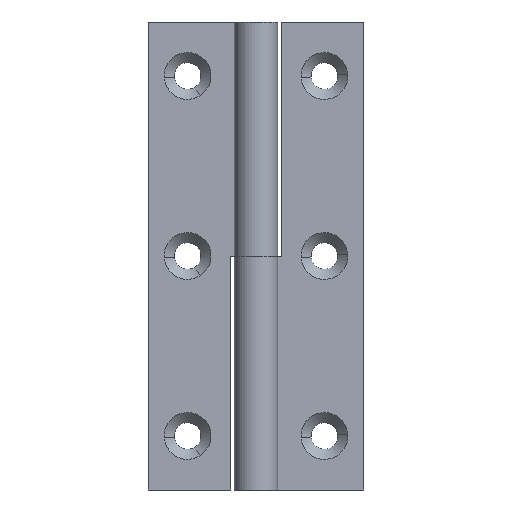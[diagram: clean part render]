
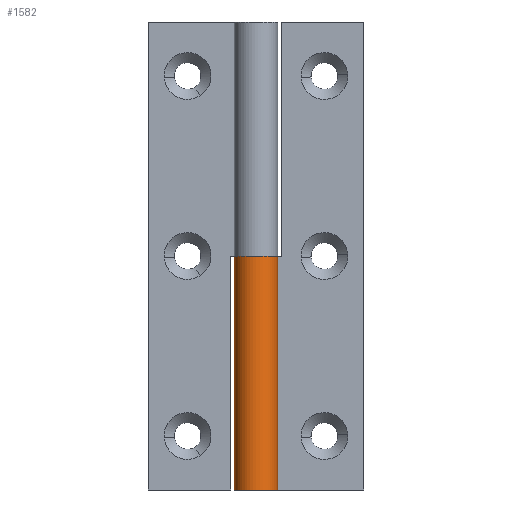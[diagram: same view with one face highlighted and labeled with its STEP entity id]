
A CAD part, front view. The second image highlights one B-rep face of the part: STEP entity #1582.
In plain terms, the highlighted free-form (B-spline) face has degree [1, 2] with [2, 7] control points.
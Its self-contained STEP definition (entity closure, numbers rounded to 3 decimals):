
#1359=CARTESIAN_POINT('',(2.626,1.45,32.5));
#1360=VERTEX_POINT('',#1359);
#1361=CARTESIAN_POINT('',(0.0,3.0,32.5));
#1362=VERTEX_POINT('',#1361);
#1363=CARTESIAN_POINT('',(2.626,1.45,32.5));
#1364=CARTESIAN_POINT('',(3.733,-0.555,32.5));
#1365=CARTESIAN_POINT('',(2.091,-2.152,32.5));
#1366=CARTESIAN_POINT('',(0.448,-3.748,32.5));
#1367=CARTESIAN_POINT('',(-1.525,-2.584,32.5));
#1368=CARTESIAN_POINT('',(-3.497,-1.419,32.5));
#1369=CARTESIAN_POINT('',(-2.894,0.79,32.5));
#1370=CARTESIAN_POINT('',(-2.291,3.0,32.5));
#1371=CARTESIAN_POINT('',(0.0,3.0,32.5));
#1379=(BOUNDED_CURVE()B_SPLINE_CURVE(2,(#1363,#1364,#1365,#1366,#1367,#1368,#1369,#1370,#1371),.UNSPECIFIED.,.F.,.U.)B_SPLINE_CURVE_WITH_KNOTS((3,2,2,2,3),(0.0,0.25,0.5,0.75,1.0),.UNSPECIFIED.)CURVE()GEOMETRIC_REPRESENTATION_ITEM()RATIONAL_B_SPLINE_CURVE((1.0,0.795,1.0,0.795,1.0,0.795,1.0,0.795,1.0))REPRESENTATION_ITEM(''));
#1380=EDGE_CURVE('',#1360,#1362,#1379,.T.);
#1480=CARTESIAN_POINT('',(2.626,1.45,0.0));
#1481=VERTEX_POINT('',#1480);
#1487=CARTESIAN_POINT('',(0.0,3.0,0.0));
#1488=VERTEX_POINT('',#1487);
#1489=CARTESIAN_POINT('',(2.626,1.45,0.0));
#1490=CARTESIAN_POINT('',(3.733,-0.555,0.0));
#1491=CARTESIAN_POINT('',(2.091,-2.152,0.0));
#1492=CARTESIAN_POINT('',(0.448,-3.748,0.0));
#1493=CARTESIAN_POINT('',(-1.525,-2.584,0.0));
#1494=CARTESIAN_POINT('',(-3.497,-1.419,0.0));
#1495=CARTESIAN_POINT('',(-2.894,0.79,0.0));
#1496=CARTESIAN_POINT('',(-2.291,3.0,0.0));
#1497=CARTESIAN_POINT('',(0.0,3.0,0.0));
#1505=(BOUNDED_CURVE()B_SPLINE_CURVE(2,(#1489,#1490,#1491,#1492,#1493,#1494,#1495,#1496,#1497),.UNSPECIFIED.,.F.,.U.)B_SPLINE_CURVE_WITH_KNOTS((3,2,2,2,3),(0.0,0.25,0.5,0.75,1.0),.UNSPECIFIED.)CURVE()GEOMETRIC_REPRESENTATION_ITEM()RATIONAL_B_SPLINE_CURVE((1.0,0.795,1.0,0.795,1.0,0.795,1.0,0.795,1.0))REPRESENTATION_ITEM(''));
#1506=EDGE_CURVE('',#1481,#1488,#1505,.T.);
#1536=CARTESIAN_POINT('',(2.626,1.45,0.0));
#1537=CARTESIAN_POINT('',(2.626,1.45,32.5));
#1538=QUASI_UNIFORM_CURVE('',1,(#1536,#1537),.UNSPECIFIED.,.F.,.U.);
#1539=EDGE_CURVE('',#1481,#1360,#1538,.T.);
#1550=CARTESIAN_POINT('',(2.585,1.523,-0.813));
#1551=CARTESIAN_POINT('',(2.585,1.523,33.333));
#1552=CARTESIAN_POINT('',(4.454,-1.651,-0.813));
#1553=CARTESIAN_POINT('',(4.454,-1.651,33.333));
#1554=CARTESIAN_POINT('',(0.968,-2.839,-0.813));
#1555=CARTESIAN_POINT('',(0.968,-2.839,33.333));
#1556=CARTESIAN_POINT('',(-2.517,-4.028,-0.813));
#1557=CARTESIAN_POINT('',(-2.517,-4.028,33.333));
#1558=CARTESIAN_POINT('',(-2.977,-0.374,-0.813));
#1559=CARTESIAN_POINT('',(-2.977,-0.374,33.333));
#1560=CARTESIAN_POINT('',(-3.436,3.28,-0.813));
#1561=CARTESIAN_POINT('',(-3.436,3.28,33.333));
#1562=CARTESIAN_POINT('',(0.235,2.991,-0.813));
#1563=CARTESIAN_POINT('',(0.235,2.991,33.333));
#1571=(BOUNDED_SURFACE()B_SPLINE_SURFACE(1,2,((#1550,#1552,#1554,#1556,#1558,#1560,#1562),(#1551,#1553,#1555,#1557,#1559,#1561,#1563)),.UNSPECIFIED.,.F.,.F.,.U.)B_SPLINE_SURFACE_WITH_KNOTS((2,2),(3,2,2,3),(0.0,34.145),(0.0,5.702,11.405,17.107),.UNSPECIFIED.)GEOMETRIC_REPRESENTATION_ITEM()RATIONAL_B_SPLINE_SURFACE(((1.0,0.632,1.0,0.632,1.0,0.632,1.0),(1.0,0.632,1.0,0.632,1.0,0.632,1.0)))REPRESENTATION_ITEM('')SURFACE());
#1572=ORIENTED_EDGE('',*,*,#1539,.T.);
#1573=ORIENTED_EDGE('',*,*,#1380,.T.);
#1574=CARTESIAN_POINT('',(0.0,3.0,0.0));
#1575=CARTESIAN_POINT('',(0.0,3.0,32.5));
#1576=QUASI_UNIFORM_CURVE('',1,(#1574,#1575),.UNSPECIFIED.,.F.,.U.);
#1577=EDGE_CURVE('',#1488,#1362,#1576,.T.);
#1578=ORIENTED_EDGE('',*,*,#1577,.F.);
#1579=ORIENTED_EDGE('',*,*,#1506,.F.);
#1580=EDGE_LOOP('',(#1572,#1573,#1578,#1579));
#1581=FACE_OUTER_BOUND('',#1580,.T.);
#1582=ADVANCED_FACE('',(#1581),#1571,.T.);
